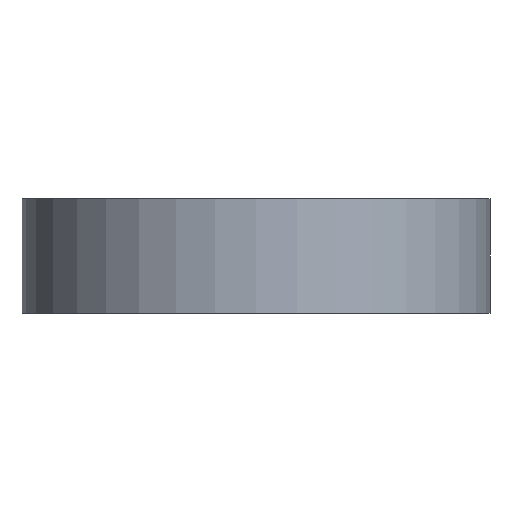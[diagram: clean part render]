
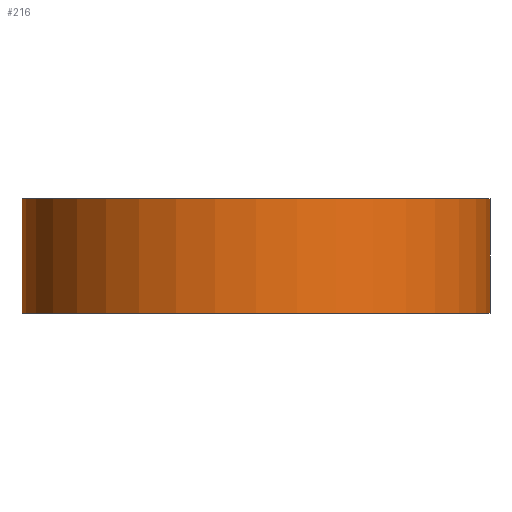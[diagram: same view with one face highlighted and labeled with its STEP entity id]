
A CAD part, front view. The second image highlights one B-rep face of the part: STEP entity #216.
In plain terms, the highlighted cylindrical face has radius 4100 mm (diameter 8200 mm), a partial arc.
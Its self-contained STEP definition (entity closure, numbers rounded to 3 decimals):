
#13 = VECTOR ( 'NONE', #426, 1000. ) ;
#68 = CARTESIAN_POINT ( 'NONE',  ( 0., 0., 0. ) ) ;
#89 = CARTESIAN_POINT ( 'NONE',  ( -4100., 0., 0. ) ) ;
#101 = CARTESIAN_POINT ( 'NONE',  ( 0., 0., 2000. ) ) ;
#104 = CARTESIAN_POINT ( 'NONE',  ( -4100., 0., 2000. ) ) ;
#132 = EDGE_CURVE ( 'NONE', #384, #196, #207, .T. ) ;
#146 = CARTESIAN_POINT ( 'NONE',  ( 4100., 0., 2000. ) ) ;
#152 = DIRECTION ( 'NONE',  ( 0., 0., -1. ) ) ;
#159 = CARTESIAN_POINT ( 'NONE',  ( -4100., 0., 2000. ) ) ;
#160 = EDGE_LOOP ( 'NONE', ( #201, #522, #180, #303 ) ) ;
#163 = DIRECTION ( 'NONE',  ( 0., 0., 1. ) ) ;
#178 = EDGE_CURVE ( 'NONE', #487, #247, #532, .T. ) ;
#180 = ORIENTED_EDGE ( 'NONE', *, *, #222, .T. ) ;
#196 = VERTEX_POINT ( 'NONE', #488 ) ;
#201 = ORIENTED_EDGE ( 'NONE', *, *, #380, .F. ) ;
#207 = CIRCLE ( 'NONE', #493, 4100. ) ;
#216 = ADVANCED_FACE ( 'NONE', ( #391 ), #590, .T. ) ;
#222 = EDGE_CURVE ( 'NONE', #487, #384, #585, .T. ) ;
#226 = DIRECTION ( 'NONE',  ( 1., 0., 0. ) ) ;
#247 = VERTEX_POINT ( 'NONE', #146 ) ;
#254 = DIRECTION ( 'NONE',  ( 0., 0., -1. ) ) ;
#296 = DIRECTION ( 'NONE',  ( 1., 0., 0. ) ) ;
#303 = ORIENTED_EDGE ( 'NONE', *, *, #132, .T. ) ;
#329 = VECTOR ( 'NONE', #254, 1000. ) ;
#375 = LINE ( 'NONE', #534, #13 ) ;
#377 = AXIS2_PLACEMENT_3D ( 'NONE', #101, #152, #438 ) ;
#380 = EDGE_CURVE ( 'NONE', #247, #196, #375, .T. ) ;
#384 = VERTEX_POINT ( 'NONE', #89 ) ;
#391 = FACE_OUTER_BOUND ( 'NONE', #160, .T. ) ;
#426 = DIRECTION ( 'NONE',  ( 0., 0., -1. ) ) ;
#438 = DIRECTION ( 'NONE',  ( -1., 0., 0. ) ) ;
#455 = AXIS2_PLACEMENT_3D ( 'NONE', #560, #509, #296 ) ;
#487 = VERTEX_POINT ( 'NONE', #159 ) ;
#488 = CARTESIAN_POINT ( 'NONE',  ( 4100., 0., 0. ) ) ;
#493 = AXIS2_PLACEMENT_3D ( 'NONE', #68, #163, #226 ) ;
#509 = DIRECTION ( 'NONE',  ( 0., 0., 1. ) ) ;
#522 = ORIENTED_EDGE ( 'NONE', *, *, #178, .F. ) ;
#532 = CIRCLE ( 'NONE', #455, 4100. ) ;
#534 = CARTESIAN_POINT ( 'NONE',  ( 4100., 0., 2000. ) ) ;
#560 = CARTESIAN_POINT ( 'NONE',  ( 0., 0., 2000. ) ) ;
#585 = LINE ( 'NONE', #104, #329 ) ;
#590 = CYLINDRICAL_SURFACE ( 'NONE', #377, 4100. ) ;
